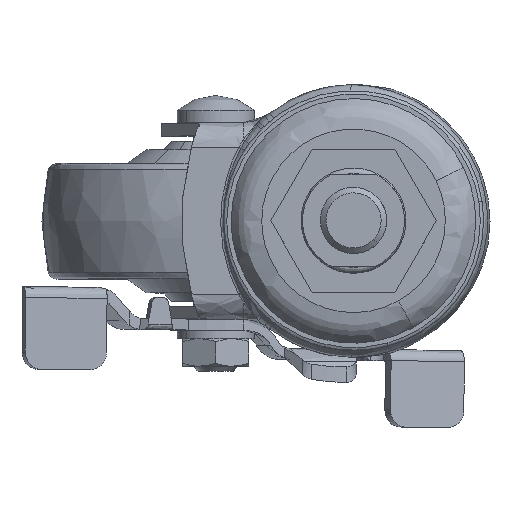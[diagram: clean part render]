
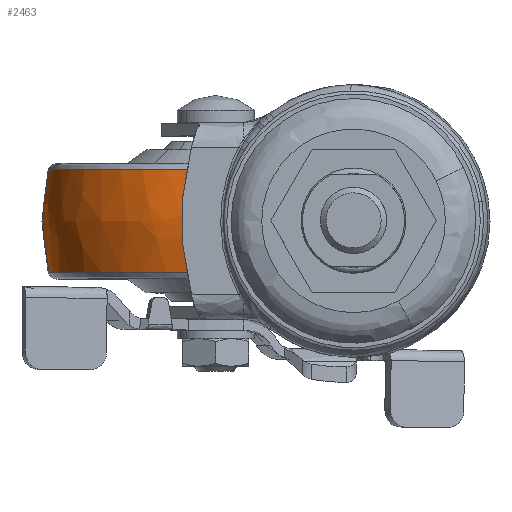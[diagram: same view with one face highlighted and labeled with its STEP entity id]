
A CAD part, top view. The second image highlights one B-rep face of the part: STEP entity #2463.
In plain terms, the highlighted free-form (B-spline) face has degree [2, 2] with [5, 3] control points.
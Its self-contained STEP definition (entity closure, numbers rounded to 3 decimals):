
#1792=CARTESIAN_POINT('',(-54.437,9.351,-42.942));
#1793=VERTEX_POINT('',#1792);
#1804=CARTESIAN_POINT('',(-25.0,9.351,-20.108));
#1805=VERTEX_POINT('',#1804);
#1806=CARTESIAN_POINT('',(-25.0,9.351,-20.108));
#1807=CARTESIAN_POINT('',(-26.775,9.351,-20.108));
#1808=CARTESIAN_POINT('',(-30.013,9.351,-20.393));
#1809=CARTESIAN_POINT('',(-34.682,9.351,-21.572));
#1810=CARTESIAN_POINT('',(-38.353,9.351,-23.111));
#1811=CARTESIAN_POINT('',(-41.981,9.351,-25.191));
#1812=CARTESIAN_POINT('',(-45.653,9.351,-27.979));
#1813=CARTESIAN_POINT('',(-48.911,9.351,-31.54));
#1814=CARTESIAN_POINT('',(-51.4,9.351,-35.287));
#1815=CARTESIAN_POINT('',(-53.175,9.351,-38.846));
#1816=CARTESIAN_POINT('',(-54.073,9.351,-41.526));
#1817=CARTESIAN_POINT('',(-54.437,9.351,-42.942));
#1818=B_SPLINE_CURVE_WITH_KNOTS('',3,(#1806,#1807,#1808,#1809,#1810,#1811,#1812,#1813,#1814,#1815,#1816,#1817),.UNSPECIFIED.,.F.,.U.,(4,1,1,1,1,1,1,1,1,4),(0.,5.326,9.712,14.411,17.231,22.244,28.196,31.642,35.715,40.101),.UNSPECIFIED.);
#1819=EDGE_CURVE('',#1805,#1793,#1818,.T.);
#1909=CARTESIAN_POINT('',(-55.188,9.351,-46.991));
#1910=VERTEX_POINT('',#1909);
#1928=CARTESIAN_POINT('',(-54.437,9.351,-42.942));
#1929=CARTESIAN_POINT('',(-54.779,9.351,-44.273));
#1930=CARTESIAN_POINT('',(-55.03,9.351,-45.626));
#1931=CARTESIAN_POINT('',(-55.188,9.351,-46.991));
#1932=B_SPLINE_CURVE_WITH_KNOTS('',3,(#1928,#1929,#1930,#1931),.UNSPECIFIED.,.F.,.U.,(4,4),(0.,4.121),.UNSPECIFIED.);
#1933=EDGE_CURVE('',#1793,#1910,#1932,.T.);
#2144=CARTESIAN_POINT('',(-25.0,-9.351,-20.108));
#2145=VERTEX_POINT('',#2144);
#2160=CARTESIAN_POINT('',(-55.188,-9.351,-46.991));
#2161=VERTEX_POINT('',#2160);
#2162=CARTESIAN_POINT('',(-25.0,-9.351,-20.108));
#2163=CARTESIAN_POINT('',(-27.591,-9.351,-20.108));
#2164=CARTESIAN_POINT('',(-31.276,-9.351,-20.583));
#2165=CARTESIAN_POINT('',(-36.548,-9.351,-22.27));
#2166=CARTESIAN_POINT('',(-40.756,-9.351,-24.327));
#2167=CARTESIAN_POINT('',(-44.909,-9.351,-27.361));
#2168=CARTESIAN_POINT('',(-47.908,-9.351,-30.406));
#2169=CARTESIAN_POINT('',(-50.394,-9.351,-33.657));
#2170=CARTESIAN_POINT('',(-52.285,-9.351,-36.9));
#2171=CARTESIAN_POINT('',(-54.177,-9.351,-41.486));
#2172=CARTESIAN_POINT('',(-54.936,-9.351,-44.817));
#2173=CARTESIAN_POINT('',(-55.188,-9.351,-46.991));
#2174=B_SPLINE_CURVE_WITH_KNOTS('',3,(#2162,#2163,#2164,#2165,#2166,#2167,#2168,#2169,#2170,#2171,#2172,#2173),.UNSPECIFIED.,.F.,.U.,(4,1,1,1,1,1,1,1,1,4),(0.,7.773,11.056,16.583,21.766,26.43,29.366,34.03,37.658,44.222),.UNSPECIFIED.);
#2175=EDGE_CURVE('',#2145,#2161,#2174,.T.);
#2410=CARTESIAN_POINT('',(-25.0,-9.351,-20.108));
#2411=CARTESIAN_POINT('',(-25.,-6.196,-19.349));
#2412=CARTESIAN_POINT('',(-25.,0.101,-18.628));
#2413=CARTESIAN_POINT('',(-25.,6.388,-19.395));
#2414=CARTESIAN_POINT('',(-25.0,9.351,-20.108));
#2415=B_SPLINE_CURVE_WITH_KNOTS('',3,(#2410,#2411,#2412,#2413,#2414),.UNSPECIFIED.,.F.,.U.,(4,1,4),(0.,9.733,18.876),.UNSPECIFIED.);
#2416=EDGE_CURVE('',#2145,#1805,#2415,.T.);
#2422=CARTESIAN_POINT('',(-55.188,-9.351,-46.991));
#2423=CARTESIAN_POINT('',(-55.897,-6.388,-46.909));
#2424=CARTESIAN_POINT('',(-56.659,-0.101,-46.82));
#2425=CARTESIAN_POINT('',(-55.943,6.196,-46.903));
#2426=CARTESIAN_POINT('',(-55.188,9.351,-46.991));
#2427=B_SPLINE_CURVE_WITH_KNOTS('',3,(#2422,#2423,#2424,#2425,#2426),.UNSPECIFIED.,.F.,.U.,(4,1,4),(0.,9.143,18.876),.UNSPECIFIED.);
#2428=EDGE_CURVE('',#2161,#1910,#2427,.T.);
#2433=CARTESIAN_POINT('',(-25.,-10.297,-20.348));
#2434=CARTESIAN_POINT('',(-25.,-5.237,-19.));
#2435=CARTESIAN_POINT('',(-25.0,0.,-19.));
#2436=CARTESIAN_POINT('',(-25.,5.237,-19.));
#2437=CARTESIAN_POINT('',(-25.0,10.297,-20.348));
#2438=CARTESIAN_POINT('',(-51.85,-10.297,-20.348));
#2439=CARTESIAN_POINT('',(-53.05,-5.237,-19.));
#2440=CARTESIAN_POINT('',(-53.05,0.,-19.));
#2441=CARTESIAN_POINT('',(-53.05,5.237,-19.));
#2442=CARTESIAN_POINT('',(-51.85,10.297,-20.348));
#2443=CARTESIAN_POINT('',(-54.95,-10.297,-47.019));
#2444=CARTESIAN_POINT('',(-56.289,-5.237,-46.863));
#2445=CARTESIAN_POINT('',(-56.289,0.,-46.863));
#2446=CARTESIAN_POINT('',(-56.289,5.237,-46.863));
#2447=CARTESIAN_POINT('',(-54.95,10.297,-47.019));
#2455=(BOUNDED_SURFACE()B_SPLINE_SURFACE(2,2,((#2433,#2438,#2443),(#2434,#2439,#2444),(#2435,#2440,#2445),(#2436,#2441,#2446),(#2437,#2442,#2447)),.UNSPECIFIED.,.F.,.F.,.U.)B_SPLINE_SURFACE_WITH_KNOTS((3,2,3),(3,3),(0.0,10.772,21.544),(0.0,47.963),.UNSPECIFIED.)GEOMETRIC_REPRESENTATION_ITEM()RATIONAL_B_SPLINE_SURFACE(((0.929,0.679,0.889),(0.956,0.698,0.915),(1.0,0.731,0.957),(0.956,0.698,0.915),(0.929,0.679,0.889)))REPRESENTATION_ITEM('')SURFACE());
#2456=ORIENTED_EDGE('',*,*,#1819,.T.);
#2457=ORIENTED_EDGE('',*,*,#1933,.T.);
#2458=ORIENTED_EDGE('',*,*,#2428,.F.);
#2459=ORIENTED_EDGE('',*,*,#2175,.F.);
#2460=ORIENTED_EDGE('',*,*,#2416,.T.);
#2461=EDGE_LOOP('',(#2456,#2457,#2458,#2459,#2460));
#2462=FACE_OUTER_BOUND('',#2461,.T.);
#2463=ADVANCED_FACE('',(#2462),#2455,.T.);
